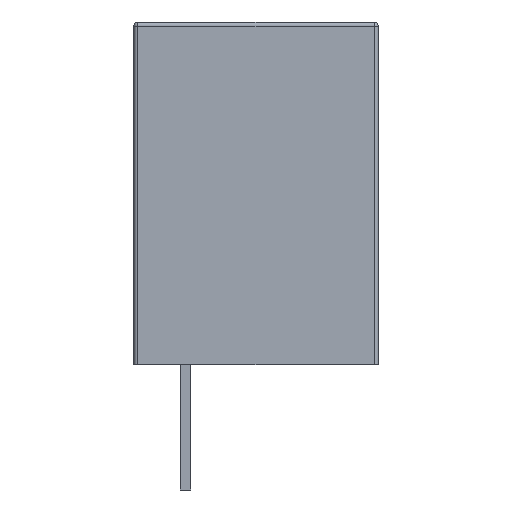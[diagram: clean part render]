
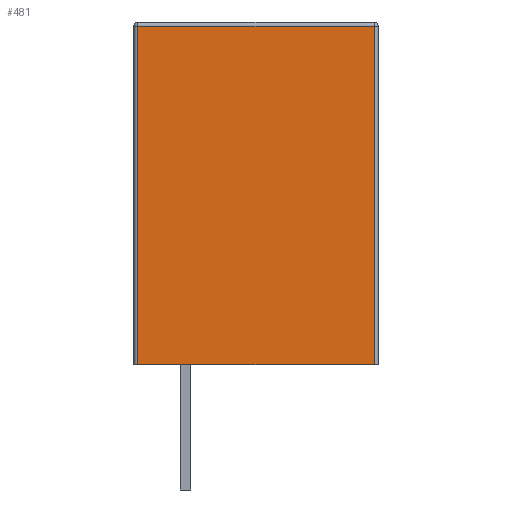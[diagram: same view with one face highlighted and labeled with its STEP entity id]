
A CAD part, left-side view. The second image highlights one B-rep face of the part: STEP entity #481.
In plain terms, the highlighted planar face has unit normal (-1, 0, 0).
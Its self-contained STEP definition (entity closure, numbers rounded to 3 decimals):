
#481 = ADVANCED_FACE( '', ( #1086 ), #1087, .F. );
#1086 = FACE_OUTER_BOUND( '', #1870, .T. );
#1087 = PLANE( '', #1871 );
#1870 = EDGE_LOOP( '', ( #3604, #3605, #3606, #3607 ) );
#1871 = AXIS2_PLACEMENT_3D( '', #3608, #3609, #3610 );
#3604 = ORIENTED_EDGE( '', *, *, #5106, .T. );
#3605 = ORIENTED_EDGE( '', *, *, #5532, .T. );
#3606 = ORIENTED_EDGE( '', *, *, #5086, .T. );
#3607 = ORIENTED_EDGE( '', *, *, #5224, .T. );
#3608 = CARTESIAN_POINT( '', ( -8.275, 3., 3.95 ) );
#3609 = DIRECTION( '', ( 1., 0., 0. ) );
#3610 = DIRECTION( '', ( 0., 0., -1. ) );
#5086 = EDGE_CURVE( '', #5932, #5933, #5934, .T. );
#5106 = EDGE_CURVE( '', #5963, #5968, #5970, .F. );
#5224 = EDGE_CURVE( '', #5933, #5963, #6175, .F. );
#5532 = EDGE_CURVE( '', #5968, #5932, #6654, .T. );
#5932 = VERTEX_POINT( '', #7244 );
#5933 = VERTEX_POINT( '', #7245 );
#5934 = LINE( '', #7246, #7247 );
#5963 = VERTEX_POINT( '', #7295 );
#5968 = VERTEX_POINT( '', #7301 );
#5970 = LINE( '', #7303, #7304 );
#6175 = LINE( '', #7963, #7964 );
#6654 = LINE( '', #9272, #9273 );
#7244 = CARTESIAN_POINT( '', ( -8.275, 2.9, -4.46 ) );
#7245 = CARTESIAN_POINT( '', ( -8.275, -2.9, -4.46 ) );
#7246 = CARTESIAN_POINT( '', ( -8.275, 3., -4.46 ) );
#7247 = VECTOR( '', #10452, 1000. );
#7295 = CARTESIAN_POINT( '', ( -8.275, -2.9, 3.85 ) );
#7301 = CARTESIAN_POINT( '', ( -8.275, 2.9, 3.85 ) );
#7303 = CARTESIAN_POINT( '', ( -8.275, 3., 3.85 ) );
#7304 = VECTOR( '', #10473, 1000. );
#7963 = CARTESIAN_POINT( '', ( -8.275, -2.9, 3.95 ) );
#7964 = VECTOR( '', #10522, 1000. );
#9272 = CARTESIAN_POINT( '', ( -8.275, 2.9, 3.95 ) );
#9273 = VECTOR( '', #10640, 1000. );
#10452 = DIRECTION( '', ( 0., -1., 0. ) );
#10473 = DIRECTION( '', ( 0., -1., 0. ) );
#10522 = DIRECTION( '', ( 0., 0., -1. ) );
#10640 = DIRECTION( '', ( 0., 0., -1. ) );
